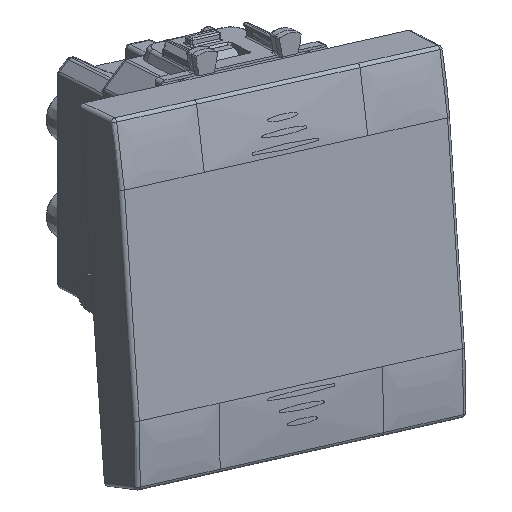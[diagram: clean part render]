
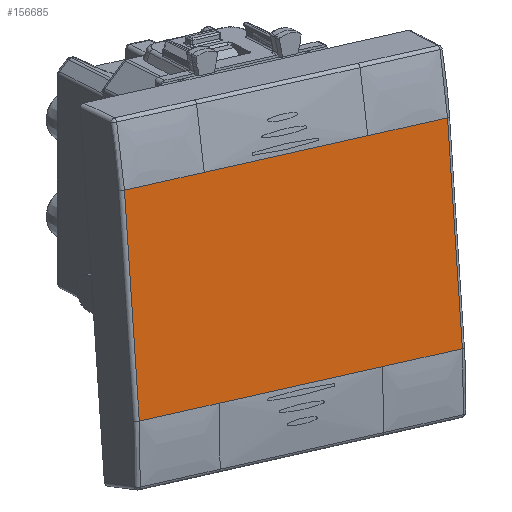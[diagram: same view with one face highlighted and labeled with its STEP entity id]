
A CAD part, top view. The second image highlights one B-rep face of the part: STEP entity #156685.
In plain terms, the highlighted face is planar.
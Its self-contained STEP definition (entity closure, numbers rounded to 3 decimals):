
#156614=CARTESIAN_POINT('Axis2P3D Location',(0.,0.,15.5)) ;
#156619=CARTESIAN_POINT('Line Origine',(-21.758,0.,15.5)) ;
#156623=CARTESIAN_POINT('Vertex',(-21.758,-13.441,15.5)) ;
#156625=CARTESIAN_POINT('Vertex',(-21.758,13.441,15.5)) ;
#156628=CARTESIAN_POINT('Line Origine',(-16.385,-13.441,15.5)) ;
#156632=CARTESIAN_POINT('Vertex',(-11.013,-13.441,15.5)) ;
#156635=CARTESIAN_POINT('Line Origine',(0.,-13.441,15.5)) ;
#156639=CARTESIAN_POINT('Vertex',(11.013,-13.441,15.5)) ;
#156642=CARTESIAN_POINT('Line Origine',(16.385,-13.441,15.5)) ;
#156646=CARTESIAN_POINT('Vertex',(21.758,-13.441,15.5)) ;
#156649=CARTESIAN_POINT('Line Origine',(21.758,0.,15.5)) ;
#156653=CARTESIAN_POINT('Vertex',(21.758,13.441,15.5)) ;
#156656=CARTESIAN_POINT('Line Origine',(16.385,13.441,15.5)) ;
#156660=CARTESIAN_POINT('Vertex',(11.013,13.441,15.5)) ;
#156663=CARTESIAN_POINT('Line Origine',(0.,13.441,15.5)) ;
#156667=CARTESIAN_POINT('Vertex',(-11.013,13.441,15.5)) ;
#156670=CARTESIAN_POINT('Line Origine',(-16.385,13.441,15.5)) ;
#156615=DIRECTION('Axis2P3D Direction',(0.,0.,-1.)) ;
#156616=DIRECTION('Axis2P3D XDirection',(0.,-1.,0.)) ;
#156620=DIRECTION('Vector Direction',(0.,-1.,0.)) ;
#156629=DIRECTION('Vector Direction',(1.,0.,0.)) ;
#156636=DIRECTION('Vector Direction',(-1.,0.,0.)) ;
#156643=DIRECTION('Vector Direction',(1.,0.,0.)) ;
#156650=DIRECTION('Vector Direction',(0.,-1.,0.)) ;
#156657=DIRECTION('Vector Direction',(1.,0.,0.)) ;
#156664=DIRECTION('Vector Direction',(-1.,0.,0.)) ;
#156671=DIRECTION('Vector Direction',(1.,0.,0.)) ;
#156617=AXIS2_PLACEMENT_3D('Plane Axis2P3D',#156614,#156615,#156616) ;
#156676=ORIENTED_EDGE('',*,*,#156627,.F.) ;
#156677=ORIENTED_EDGE('',*,*,#156634,.F.) ;
#156678=ORIENTED_EDGE('',*,*,#156641,.F.) ;
#156679=ORIENTED_EDGE('',*,*,#156648,.T.) ;
#156680=ORIENTED_EDGE('',*,*,#156655,.F.) ;
#156681=ORIENTED_EDGE('',*,*,#156662,.F.) ;
#156682=ORIENTED_EDGE('',*,*,#156669,.F.) ;
#156683=ORIENTED_EDGE('',*,*,#156674,.T.) ;
#156621=VECTOR('Line Direction',#156620,1.) ;
#156630=VECTOR('Line Direction',#156629,1.) ;
#156637=VECTOR('Line Direction',#156636,1.) ;
#156644=VECTOR('Line Direction',#156643,1.) ;
#156651=VECTOR('Line Direction',#156650,1.) ;
#156658=VECTOR('Line Direction',#156657,1.) ;
#156665=VECTOR('Line Direction',#156664,1.) ;
#156672=VECTOR('Line Direction',#156671,1.) ;
#156685=ADVANCED_FACE('PartBody',(#156684),#156618,.F.) ;
#156627=EDGE_CURVE('',#156624,#156626,#156622,.F.) ;
#156634=EDGE_CURVE('',#156633,#156624,#156631,.F.) ;
#156641=EDGE_CURVE('',#156640,#156633,#156638,.T.) ;
#156648=EDGE_CURVE('',#156640,#156647,#156645,.T.) ;
#156655=EDGE_CURVE('',#156654,#156647,#156652,.T.) ;
#156662=EDGE_CURVE('',#156661,#156654,#156659,.T.) ;
#156669=EDGE_CURVE('',#156668,#156661,#156666,.F.) ;
#156674=EDGE_CURVE('',#156668,#156626,#156673,.F.) ;
#156675=EDGE_LOOP('',(#156676,#156677,#156678,#156679,#156680,#156681,#156682,#156683)) ;
#156684=FACE_OUTER_BOUND('',#156675,.T.) ;
#156622=LINE('Line',#156619,#156621) ;
#156631=LINE('Line',#156628,#156630) ;
#156638=LINE('Line',#156635,#156637) ;
#156645=LINE('Line',#156642,#156644) ;
#156652=LINE('Line',#156649,#156651) ;
#156659=LINE('Line',#156656,#156658) ;
#156666=LINE('Line',#156663,#156665) ;
#156673=LINE('Line',#156670,#156672) ;
#156618=PLANE('',#156617) ;
#156624=VERTEX_POINT('',#156623) ;
#156626=VERTEX_POINT('',#156625) ;
#156633=VERTEX_POINT('',#156632) ;
#156640=VERTEX_POINT('',#156639) ;
#156647=VERTEX_POINT('',#156646) ;
#156654=VERTEX_POINT('',#156653) ;
#156661=VERTEX_POINT('',#156660) ;
#156668=VERTEX_POINT('',#156667) ;
